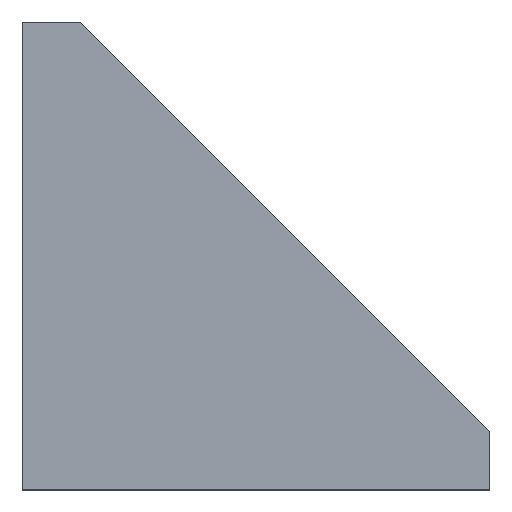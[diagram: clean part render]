
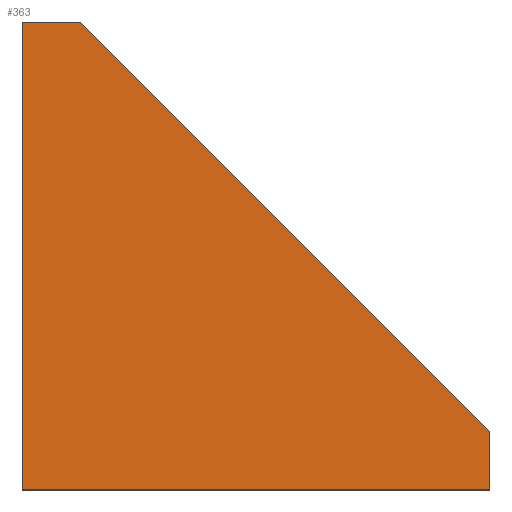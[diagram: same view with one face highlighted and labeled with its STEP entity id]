
A CAD part, top view. The second image highlights one B-rep face of the part: STEP entity #363.
In plain terms, the highlighted planar face has unit normal (0, 0, 1).
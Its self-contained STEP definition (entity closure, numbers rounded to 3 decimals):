
#37=FACE_OUTER_BOUND('',#59,.T.);
#59=EDGE_LOOP('',(#277,#278,#279,#280,#281));
#81=LINE('',#544,#123);
#86=LINE('',#553,#128);
#91=LINE('',#567,#133);
#97=LINE('',#582,#139);
#99=LINE('',#585,#141);
#123=VECTOR('',#440,1000.);
#128=VECTOR('',#447,1000.);
#133=VECTOR('',#458,1000.);
#139=VECTOR('',#470,1000.);
#141=VECTOR('',#474,1000.);
#164=VERTEX_POINT('',#541);
#165=VERTEX_POINT('',#543);
#168=VERTEX_POINT('',#551);
#174=VERTEX_POINT('',#565);
#180=VERTEX_POINT('',#580);
#197=EDGE_CURVE('',#165,#164,#81,.T.);
#202=EDGE_CURVE('',#164,#168,#86,.T.);
#209=EDGE_CURVE('',#168,#174,#91,.T.);
#217=EDGE_CURVE('',#174,#180,#97,.T.);
#219=EDGE_CURVE('',#180,#165,#99,.T.);
#277=ORIENTED_EDGE('',*,*,#197,.T.);
#278=ORIENTED_EDGE('',*,*,#202,.T.);
#279=ORIENTED_EDGE('',*,*,#209,.T.);
#280=ORIENTED_EDGE('',*,*,#217,.T.);
#281=ORIENTED_EDGE('',*,*,#219,.T.);
#347=PLANE('',#410);
#363=ADVANCED_FACE('',(#37),#347,.T.);
#410=AXIS2_PLACEMENT_3D('',#586,#475,#476);
#440=DIRECTION('',(-1.,0.,0.));
#447=DIRECTION('',(0.,-1.,0.));
#458=DIRECTION('',(1.,0.,0.));
#470=DIRECTION('',(0.,1.,0.));
#474=DIRECTION('',(-0.707,0.707,0.));
#475=DIRECTION('center_axis',(0.,0.,1.));
#476=DIRECTION('ref_axis',(1.,0.,0.));
#541=CARTESIAN_POINT('',(0.,40.,12.5));
#543=CARTESIAN_POINT('',(5.,40.,12.5));
#544=CARTESIAN_POINT('',(5.,40.,12.5));
#551=CARTESIAN_POINT('',(0.,0.,12.5));
#553=CARTESIAN_POINT('',(0.,40.,12.5));
#565=CARTESIAN_POINT('',(40.,0.,12.5));
#567=CARTESIAN_POINT('',(0.,0.,12.5));
#580=CARTESIAN_POINT('',(40.,5.,12.5));
#582=CARTESIAN_POINT('',(40.,0.,12.5));
#585=CARTESIAN_POINT('',(40.,5.,12.5));
#586=CARTESIAN_POINT('Origin',(0.,0.,12.5));
